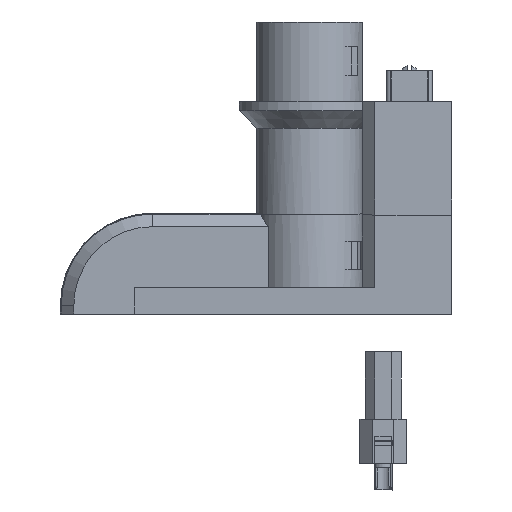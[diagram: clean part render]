
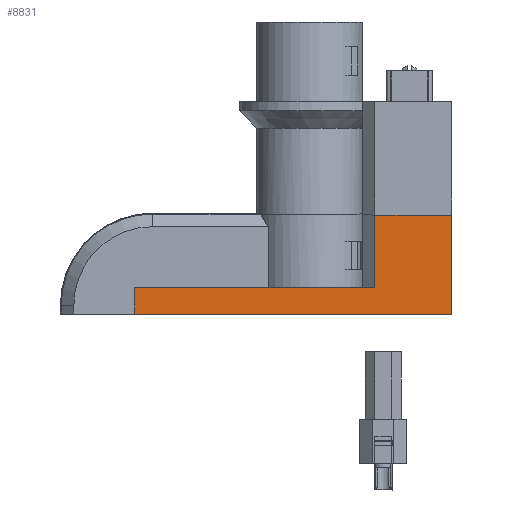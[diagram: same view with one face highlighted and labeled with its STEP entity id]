
A CAD part, front view. The second image highlights one B-rep face of the part: STEP entity #8831.
In plain terms, the highlighted planar face has unit normal (0, -1, 0).
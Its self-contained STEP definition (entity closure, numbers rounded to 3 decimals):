
#391=PLANE('',#9719);
#1223=FACE_OUTER_BOUND('',#1753,.T.);
#1753=EDGE_LOOP('',(#7637,#7638,#7639,#7640,#7641,#7642));
#2309=LINE('',#16126,#3155);
#2348=LINE('',#16229,#3194);
#2405=LINE('',#16384,#3251);
#2509=LINE('',#16610,#3355);
#2510=LINE('',#16613,#3356);
#2511=LINE('',#16614,#3357);
#3155=VECTOR('',#11556,10.);
#3194=VECTOR('',#11647,10.);
#3251=VECTOR('',#11800,10.);
#3355=VECTOR('',#12010,10.);
#3356=VECTOR('',#12013,10.);
#3357=VECTOR('',#12014,10.);
#4060=VERTEX_POINT('',#16123);
#4061=VERTEX_POINT('',#16125);
#4099=VERTEX_POINT('',#16228);
#4149=VERTEX_POINT('',#16383);
#4218=VERTEX_POINT('',#16608);
#4219=VERTEX_POINT('',#16612);
#5148=EDGE_CURVE('',#4060,#4061,#2309,.T.);
#5201=EDGE_CURVE('',#4061,#4099,#2348,.T.);
#5278=EDGE_CURVE('',#4099,#4149,#2405,.T.);
#5394=EDGE_CURVE('',#4149,#4218,#2509,.T.);
#5395=EDGE_CURVE('',#4218,#4219,#2510,.T.);
#5396=EDGE_CURVE('',#4060,#4219,#2511,.T.);
#7637=ORIENTED_EDGE('',*,*,#5395,.F.);
#7638=ORIENTED_EDGE('',*,*,#5394,.F.);
#7639=ORIENTED_EDGE('',*,*,#5278,.F.);
#7640=ORIENTED_EDGE('',*,*,#5201,.F.);
#7641=ORIENTED_EDGE('',*,*,#5148,.F.);
#7642=ORIENTED_EDGE('',*,*,#5396,.T.);
#8831=ADVANCED_FACE('',(#1223),#391,.T.);
#9719=AXIS2_PLACEMENT_3D('',#16611,#12011,#12012);
#11556=DIRECTION('',(-1.,0.,0.));
#11647=DIRECTION('',(0.,0.,1.));
#11800=DIRECTION('',(1.,0.,0.));
#12010=DIRECTION('',(0.,0.,1.));
#12011=DIRECTION('center_axis',(0.,-1.,0.));
#12012=DIRECTION('ref_axis',(1.,0.,0.));
#12013=DIRECTION('',(1.,0.,0.));
#12014=DIRECTION('',(0.,0.,1.));
#16123=CARTESIAN_POINT('',(16.093,-37.4,35.));
#16125=CARTESIAN_POINT('',(-19.7,-37.4,35.));
#16126=CARTESIAN_POINT('',(14.8,-37.4,35.));
#16228=CARTESIAN_POINT('',(-19.7,-37.4,38.));
#16229=CARTESIAN_POINT('',(-19.7,-37.4,35.));
#16383=CARTESIAN_POINT('',(7.4,-37.4,38.));
#16384=CARTESIAN_POINT('',(14.8,-37.4,38.));
#16608=CARTESIAN_POINT('',(7.4,-37.4,46.195));
#16610=CARTESIAN_POINT('',(7.4,-37.4,36.5));
#16611=CARTESIAN_POINT('Origin',(-19.7,-37.4,35.));
#16612=CARTESIAN_POINT('',(16.093,-37.4,46.195));
#16613=CARTESIAN_POINT('',(-12.855,-37.4,46.195));
#16614=CARTESIAN_POINT('',(16.093,-37.4,35.));
